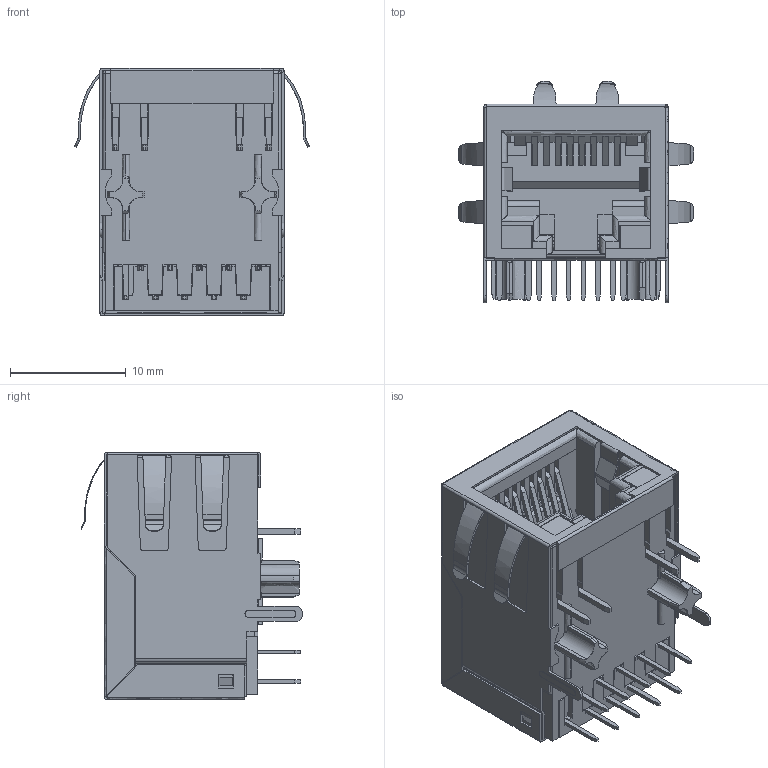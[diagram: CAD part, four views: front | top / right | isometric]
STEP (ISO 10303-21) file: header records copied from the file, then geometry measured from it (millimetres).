
FILE_DESCRIPTION(('CATIA V5R22 STEP214','CAx-IF Rec.Pracs.--- Model Styling and Organization---1.4--- 2014-01-23'),'2;1');
FILE_NAME ('D1463506_0_2638860000_2638860000.stp','2020-02-10T08:13:02+00:00',('none'),('Weidmueller'),'CATIA Version 5-6 Release 2016 SP3 HF44','CATIA V5 STEP AP214','none');
FILE_SCHEMA(('AUTOMOTIVE_DESIGN { 1 0 10303 214 1 1 1 1 }'));
Products named in the file (1): 2638860000
Bounding box: 20.34 x 19.15 x 21.35 mm (x, y, z)
Volume: 1881.6 mm3; surface area: 6659.2 mm2
Topology: 1 solids, 1 shells, 1778 faces, 5895 edges, 4057 vertices
Faces by surface type: plane 1355, revolution 412, bspline 11
Entity records: 67419 total; most frequent: CARTESIAN_POINT 18744, ORIENTED_EDGE 11748, DIRECTION 7441, EDGE_CURVE 5874, VERTEX_POINT 4057, VECTOR 3952, LINE 3952, B_SPLINE_CURVE_WITH_KNOTS 1816
